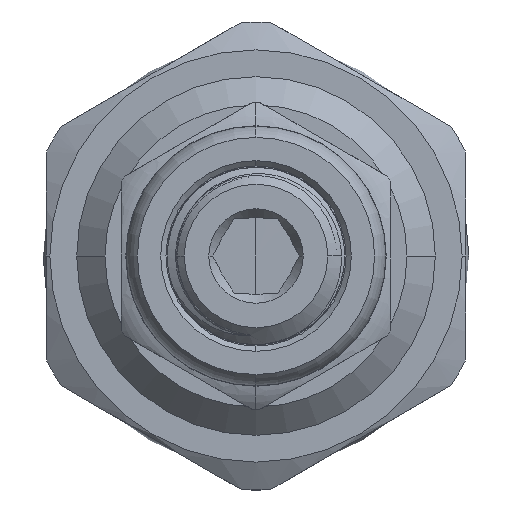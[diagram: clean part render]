
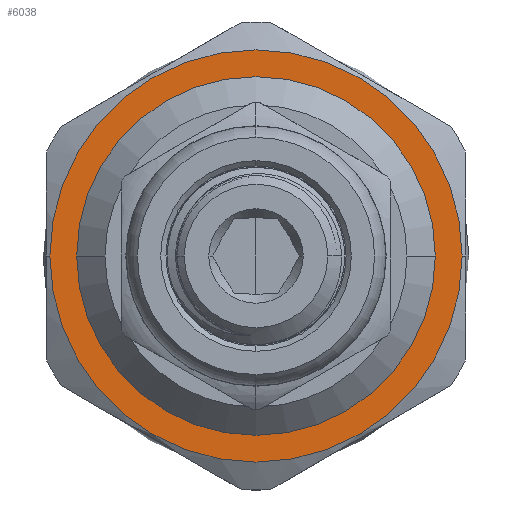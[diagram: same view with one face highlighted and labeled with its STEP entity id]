
A CAD part, left-side view. The second image highlights one B-rep face of the part: STEP entity #6038.
In plain terms, the highlighted planar face has unit normal (-1, 0, 0).
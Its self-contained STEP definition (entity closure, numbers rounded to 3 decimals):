
#333 = DIRECTION ( 'NONE',  ( 0., 1., 0. ) ) ;
#868 = CARTESIAN_POINT ( 'NONE',  ( 12., -10.92, 0. ) ) ;
#1095 = EDGE_CURVE ( 'NONE', #9991, #10779, #5320, .T. ) ;
#1160 = DIRECTION ( 'NONE',  ( -1., 0., 0. ) ) ;
#2562 = AXIS2_PLACEMENT_3D ( 'NONE', #5211, #15443, #11684 ) ;
#2563 = DIRECTION ( 'NONE',  ( 0., 1., 0. ) ) ;
#2643 = CARTESIAN_POINT ( 'NONE',  ( 12., 9.5, 0. ) ) ;
#3297 = EDGE_CURVE ( 'NONE', #15786, #13033, #4011, .T. ) ;
#3970 = PLANE ( 'NONE',  #2562 ) ;
#4011 = CIRCLE ( 'NONE', #11928, 9.5 ) ;
#4400 = CARTESIAN_POINT ( 'NONE',  ( 12., 10.92, 0. ) ) ;
#4951 = EDGE_CURVE ( 'NONE', #10779, #9991, #13812, .T. ) ;
#4987 = ORIENTED_EDGE ( 'NONE', *, *, #3297, .F. ) ;
#5211 = CARTESIAN_POINT ( 'NONE',  ( 12., 0., -9.5 ) ) ;
#5320 = CIRCLE ( 'NONE', #14077, 10.92 ) ;
#5349 = FACE_BOUND ( 'NONE', #7851, .T. ) ;
#5537 = ORIENTED_EDGE ( 'NONE', *, *, #1095, .T. ) ;
#5950 = FACE_OUTER_BOUND ( 'NONE', #13943, .T. ) ;
#6038 = ADVANCED_FACE ( 'NONE', ( #5349, #5950 ), #3970, .F. ) ;
#6594 = AXIS2_PLACEMENT_3D ( 'NONE', #10232, #15377, #2563 ) ;
#7476 = CARTESIAN_POINT ( 'NONE',  ( 12., 0., 0. ) ) ;
#7851 = EDGE_LOOP ( 'NONE', ( #4987, #9835 ) ) ;
#9451 = CARTESIAN_POINT ( 'NONE',  ( 12., 0., 0. ) ) ;
#9733 = CARTESIAN_POINT ( 'NONE',  ( 12., -9.5, 0. ) ) ;
#9835 = ORIENTED_EDGE ( 'NONE', *, *, #10211, .F. ) ;
#9991 = VERTEX_POINT ( 'NONE', #4400 ) ;
#10211 = EDGE_CURVE ( 'NONE', #13033, #15786, #12177, .T. ) ;
#10232 = CARTESIAN_POINT ( 'NONE',  ( 12., 0., 0. ) ) ;
#10779 = VERTEX_POINT ( 'NONE', #868 ) ;
#11343 = DIRECTION ( 'NONE',  ( 0., 1., 0. ) ) ;
#11346 = DIRECTION ( 'NONE',  ( 0., 1., 0. ) ) ;
#11684 = DIRECTION ( 'NONE',  ( 0., -1., 0. ) ) ;
#11928 = AXIS2_PLACEMENT_3D ( 'NONE', #9451, #14540, #333 ) ;
#11931 = AXIS2_PLACEMENT_3D ( 'NONE', #12511, #13816, #11343 ) ;
#12177 = CIRCLE ( 'NONE', #11931, 9.5 ) ;
#12511 = CARTESIAN_POINT ( 'NONE',  ( 12., 0., 0. ) ) ;
#13033 = VERTEX_POINT ( 'NONE', #9733 ) ;
#13812 = CIRCLE ( 'NONE', #6594, 10.92 ) ;
#13816 = DIRECTION ( 'NONE',  ( -1., 0., 0. ) ) ;
#13943 = EDGE_LOOP ( 'NONE', ( #15923, #5537 ) ) ;
#14077 = AXIS2_PLACEMENT_3D ( 'NONE', #7476, #1160, #11346 ) ;
#14540 = DIRECTION ( 'NONE',  ( -1., 0., 0. ) ) ;
#15377 = DIRECTION ( 'NONE',  ( -1., 0., 0. ) ) ;
#15443 = DIRECTION ( 'NONE',  ( 1., 0., 0. ) ) ;
#15786 = VERTEX_POINT ( 'NONE', #2643 ) ;
#15923 = ORIENTED_EDGE ( 'NONE', *, *, #4951, .T. ) ;
